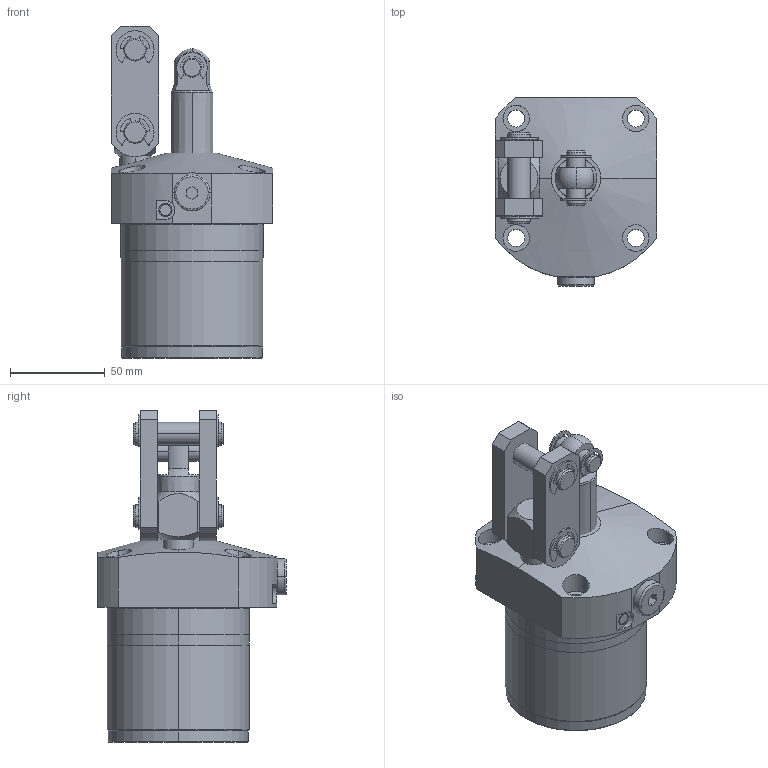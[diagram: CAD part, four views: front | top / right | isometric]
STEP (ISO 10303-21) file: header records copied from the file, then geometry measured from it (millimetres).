
FILE_DESCRIPTION (( 'STEP AP203' ), '1' );
FILE_NAME ('LM0750-CL.STEP', '2018-12-15T06:18:03', ( '微软用户' ), ( '微软中国' ), 'SwSTEP 2.0', 'SolidWorks 2012', '' );
FILE_SCHEMA (( 'CONFIG_CONTROL_DESIGN' ));
Length unit declared in the file: millimetre
Products named in the file (11): LM0750-CL_rev1.sldasm-Part-4; LM0750-CL_rev1.sldasm-Part-7; LM0750-CL_rev1.sldasm-Part-2; LM0750-CL_rev1.sldasm-Part-1; LM0750-CL_rev1.sldasm-Part-5; LM0750-CL_rev1.sldasm-Part-8; LM0750-CL_rev1.sldasm-Part-3; LM0750-CL_rev1.sldasm-Part-6; LM0750-CL_rev1.sldasm-Part-10; LM0750-CL_rev1.sldasm-Part-9; LM0750-CL
Assembly tree (16 placements, depth 2):
  LM0750-CL
    LM0750-CL_rev1.sldasm-Part-1
    LM0750-CL_rev1.sldasm-Part-2  x4
    LM0750-CL_rev1.sldasm-Part-3  x2
    LM0750-CL_rev1.sldasm-Part-4  x2
    LM0750-CL_rev1.sldasm-Part-5
    LM0750-CL_rev1.sldasm-Part-6  x2
    LM0750-CL_rev1.sldasm-Part-7
    LM0750-CL_rev1.sldasm-Part-8
    LM0750-CL_rev1.sldasm-Part-9
    LM0750-CL_rev1.sldasm-Part-10
Bounding box: 85 x 99.5 x 175 mm (x, y, z)
Volume: 600440.8 mm3; surface area: 71547.1 mm2
Topology: 16 solids, 16 shells, 363 faces, 894 edges, 584 vertices
Faces by surface type: cylinder 195, plane 126, cone 32, torus 8, sphere 2
Entity records: 8910 total; most frequent: CARTESIAN_POINT 1982, DIRECTION 1271, ORIENTED_EDGE 1106, EDGE_CURVE 553, AXIS2_PLACEMENT_3D 517, VERTEX_POINT 358, EDGE_LOOP 267, CIRCLE 266
